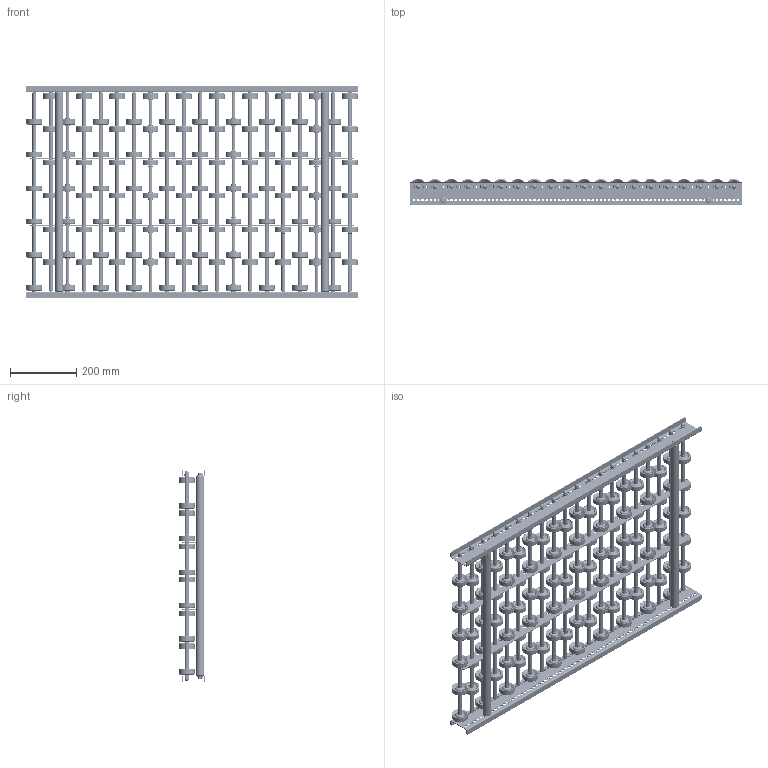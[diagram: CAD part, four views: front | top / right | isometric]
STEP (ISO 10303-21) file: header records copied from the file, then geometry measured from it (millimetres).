
FILE_DESCRIPTION (( 'STEP AP214' ), '1' );
FILE_NAME ('0052515.step', '2021-10-26T13:21:14', ( '' ), ( '' ), 'SwSTEP 2.0', 'SolidWorks 2020', '' );
FILE_SCHEMA (( 'AUTOMOTIVE_DESIGN' ));
Length unit declared in the file: millimetre
Products named in the file (10): Röllchenachse-für-Konfiguration_EL600 Stahl; S100994_Sperrzahnschraube_M08x16-8.8-A2K; 0046278_KB-ROHR-12X1,75mm_KFG_L75; S100100_Längstraverse-42x2,5_S100147_L„ngstraverse-RB-1000; Traversen_KFG_L600; Hutmutter_DIN_1587_M8; K0011528_2200-48-8; 0052515; S106837_Gewindestange-M8-KFG_L620; Profil_LRB-20x70x20x2_KFG_S100200_U-PROFIL-20-70-20-2-LRB-L=1000
Assembly tree (83 placements, depth 3):
  0052515
    Profil_LRB-20x70x20x2_KFG_S100200_U-PROFIL-20-70-20-2-LRB-L=1000  x2
    S100994_Sperrzahnschraube_M08x16-8.8-A2K  x4
    Traversen_KFG_L600  x2
    Röllchenachse-für-Konfiguration_EL600 Stahl  x20
      S106837_Gewindestange-M8-KFG_L620
      0046278_KB-ROHR-12X1,75mm_KFG_L75
      K0011528_2200-48-8
    S100100_Längstraverse-42x2,5_S100147_L„ngstraverse-RB-1000  x2
    Hutmutter_DIN_1587_M8  x40
Bounding box: 1000 x 79 x 640 mm (x, y, z)
Volume: 4313948.7 mm3; surface area: 3204037.8 mm2
Topology: 434 solids, 434 shells, 12688 faces, 26492 edges, 16048 vertices
Faces by surface type: cylinder 4652, torus 3136, plane 2652, cone 2208, bspline 40
Entity records: 22999 total; most frequent: DIRECTION 4007, CARTESIAN_POINT 3838, ORIENTED_EDGE 3296, AXIS2_PLACEMENT_3D 1735, EDGE_CURVE 1648, VERTEX_POINT 1070, EDGE_LOOP 1040, CIRCLE 1031
